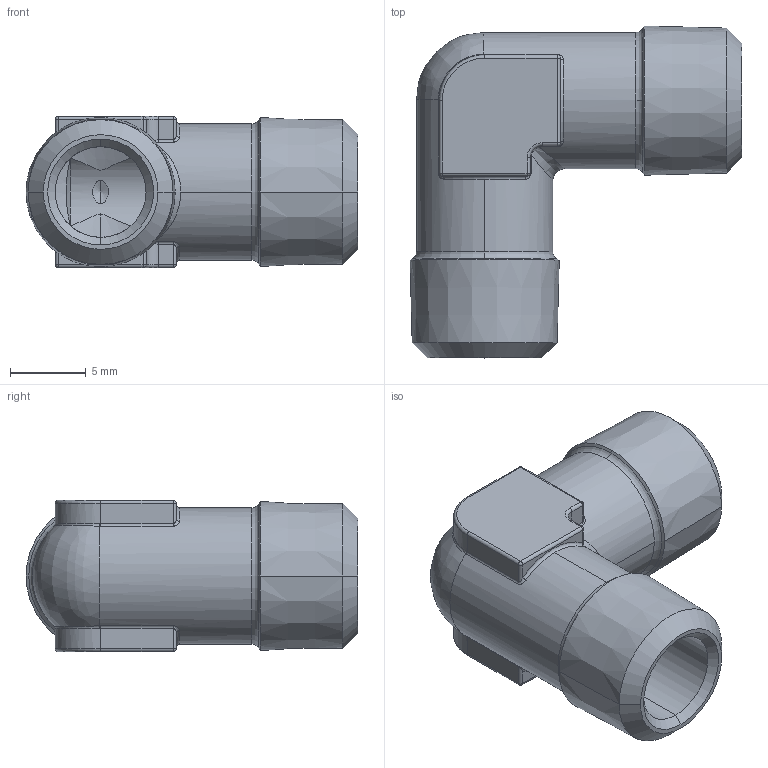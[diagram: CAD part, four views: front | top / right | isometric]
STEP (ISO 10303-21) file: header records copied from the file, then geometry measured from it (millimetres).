
FILE_DESCRIPTION (( 'STEP AP203' ), '1' );
FILE_NAME ('002-X356.STEP', '2013-10-30T15:50:24', ( 'Gabriele' ), ( '' ), 'SwSTEP 2.0', 'SolidWorks 2011', '' );
FILE_SCHEMA (( 'CONFIG_CONTROL_DESIGN' ));
Length unit declared in the file: millimetre
Products named in the file (1): 002-X356
Bounding box: 21.93 x 21.93 x 10 mm (x, y, z)
Volume: 1375.1 mm3; surface area: 1729.2 mm2
Topology: 1 solids, 1 shells, 132 faces, 302 edges, 162 vertices
Faces by surface type: cylinder 46, cone 28, bspline 22, plane 16, torus 12, sphere 8
Entity records: 4300 total; most frequent: CARTESIAN_POINT 1481, ORIENTED_EDGE 580, DIRECTION 578, EDGE_CURVE 290, AXIS2_PLACEMENT_3D 241, VERTEX_POINT 162, EDGE_LOOP 136, ADVANCED_FACE 132
